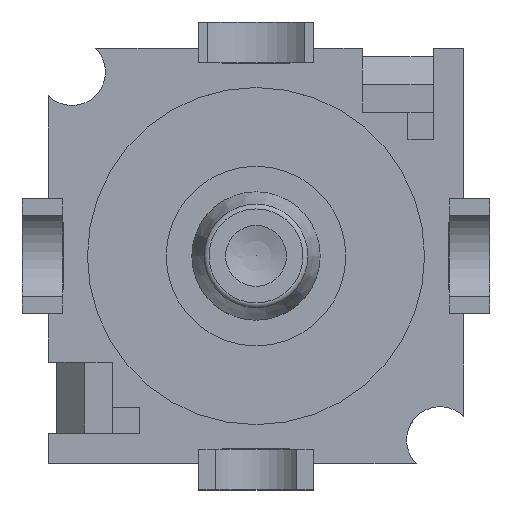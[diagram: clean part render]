
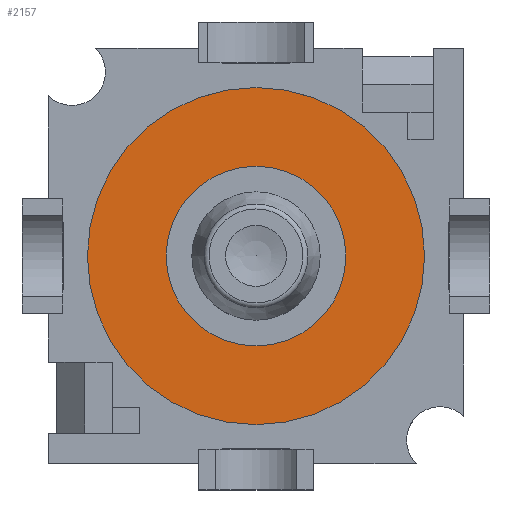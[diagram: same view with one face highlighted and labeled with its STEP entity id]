
A CAD part, top view. The second image highlights one B-rep face of the part: STEP entity #2157.
In plain terms, the highlighted planar face has unit normal (0, 0, 1).
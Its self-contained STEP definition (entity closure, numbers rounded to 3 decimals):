
#21=FACE_BOUND('',#213,.T.);
#47=CIRCLE('',#2274,2.661);
#49=CIRCLE('',#2277,4.991);
#101=FACE_OUTER_BOUND('',#212,.T.);
#212=EDGE_LOOP('',(#1554));
#213=EDGE_LOOP('',(#1555));
#956=VERTEX_POINT('',#3174);
#958=VERTEX_POINT('',#3180);
#1191=EDGE_CURVE('',#956,#956,#47,.T.);
#1194=EDGE_CURVE('',#958,#958,#49,.T.);
#1554=ORIENTED_EDGE('',*,*,#1194,.F.);
#1555=ORIENTED_EDGE('',*,*,#1191,.F.);
#2060=PLANE('',#2278);
#2157=ADVANCED_FACE('',(#101,#21),#2060,.T.);
#2274=AXIS2_PLACEMENT_3D('',#3176,#2551,#2552);
#2277=AXIS2_PLACEMENT_3D('',#3182,#2558,#2559);
#2278=AXIS2_PLACEMENT_3D('',#3183,#2560,#2561);
#2551=DIRECTION('center_axis',(0.,0.,1.));
#2552=DIRECTION('ref_axis',(-1.,0.,0.));
#2558=DIRECTION('center_axis',(0.,0.,-1.));
#2559=DIRECTION('ref_axis',(-1.,0.,0.));
#2560=DIRECTION('center_axis',(0.,0.,1.));
#2561=DIRECTION('ref_axis',(-1.,0.,0.));
#3174=CARTESIAN_POINT('',(-2.879,-5.541,0.8));
#3176=CARTESIAN_POINT('Origin',(-5.54,-5.541,0.8));
#3180=CARTESIAN_POINT('',(-0.549,-5.541,0.8));
#3182=CARTESIAN_POINT('Origin',(-5.54,-5.541,0.8));
#3183=CARTESIAN_POINT('Origin',(-5.54,-5.541,0.8));
